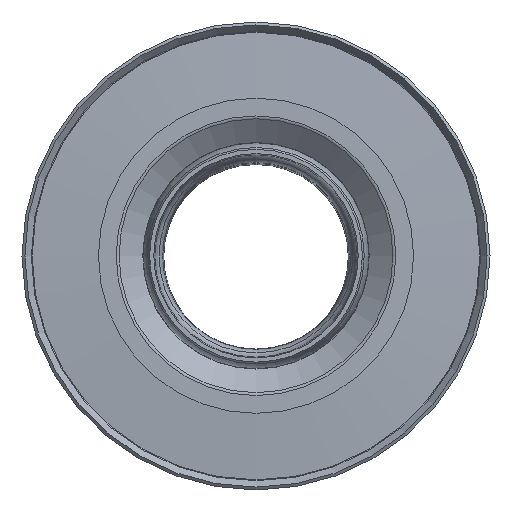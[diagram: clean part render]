
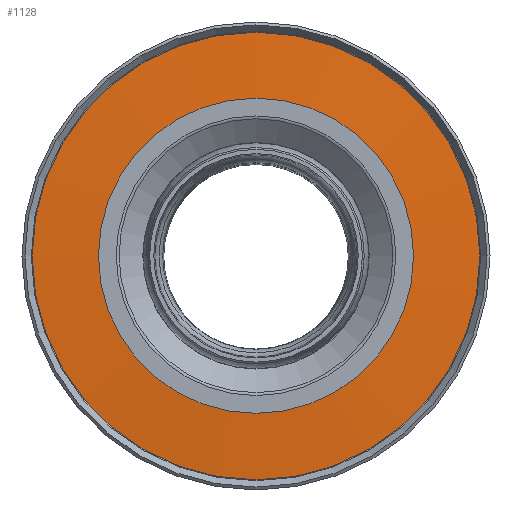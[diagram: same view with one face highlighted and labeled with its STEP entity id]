
A CAD part, top view. The second image highlights one B-rep face of the part: STEP entity #1128.
In plain terms, the highlighted conical face has half-angle 86.049 degrees and reference radius 986.657 mm.
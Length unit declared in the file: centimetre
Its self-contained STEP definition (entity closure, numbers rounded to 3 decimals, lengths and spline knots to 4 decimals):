
#32=CONICAL_SURFACE('',#1336,98.6656,1.502);
#133=FACE_OUTER_BOUND('',#217,.T.);
#217=EDGE_LOOP('',(#828,#829,#830,#831,#832));
#329=CIRCLE('',#1335,80.1366);
#330=CIRCLE('',#1337,117.1947);
#331=CIRCLE('',#1338,117.1947);
#458=VERTEX_POINT('',#2181);
#459=VERTEX_POINT('',#2185);
#460=VERTEX_POINT('',#2186);
#594=EDGE_CURVE('',#458,#458,#329,.T.);
#595=EDGE_CURVE('',#459,#460,#330,.T.);
#596=EDGE_CURVE('',#460,#459,#331,.T.);
#597=EDGE_CURVE('',#460,#458,#1209,.T.);
#828=ORIENTED_EDGE('',*,*,#595,.F.);
#829=ORIENTED_EDGE('',*,*,#596,.F.);
#830=ORIENTED_EDGE('',*,*,#597,.T.);
#831=ORIENTED_EDGE('',*,*,#594,.T.);
#832=ORIENTED_EDGE('',*,*,#597,.F.);
#1128=ADVANCED_FACE('',(#133),#32,.T.);
#1209=LINE('',#2189,#1245);
#1245=VECTOR('',#1633,98.6656);
#1335=AXIS2_PLACEMENT_3D('',#2183,#1625,#1626);
#1336=AXIS2_PLACEMENT_3D('',#2184,#1627,#1628);
#1337=AXIS2_PLACEMENT_3D('',#2187,#1629,#1630);
#1338=AXIS2_PLACEMENT_3D('',#2188,#1631,#1632);
#1625=DIRECTION('center_axis',(0.,0.,-1.));
#1626=DIRECTION('ref_axis',(1.,0.,0.));
#1627=DIRECTION('center_axis',(0.,0.,-1.));
#1628=DIRECTION('ref_axis',(-1.,0.,0.));
#1629=DIRECTION('center_axis',(0.,0.,-1.));
#1630=DIRECTION('ref_axis',(1.,0.,0.));
#1631=DIRECTION('center_axis',(0.,0.,-1.));
#1632=DIRECTION('ref_axis',(1.,0.,0.));
#1633=DIRECTION('',(-0.998,0.,0.069));
#2181=CARTESIAN_POINT('',(292.7188,128.4669,174.5625));
#2183=CARTESIAN_POINT('Origin',(212.5822,128.4669,174.5625));
#2184=CARTESIAN_POINT('Origin',(212.5822,128.4669,173.2829));
#2185=CARTESIAN_POINT('',(212.5822,11.2722,172.0033));
#2186=CARTESIAN_POINT('',(329.7769,128.4669,172.0033));
#2187=CARTESIAN_POINT('Origin',(212.5822,128.4669,172.0033));
#2188=CARTESIAN_POINT('Origin',(212.5822,128.4669,172.0033));
#2189=CARTESIAN_POINT('',(311.2478,128.4669,173.2829));
